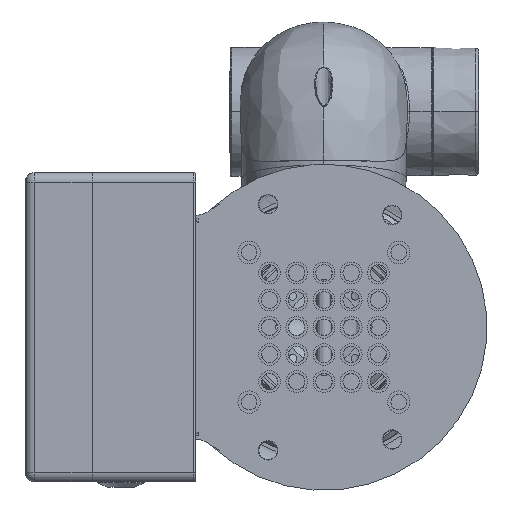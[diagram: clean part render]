
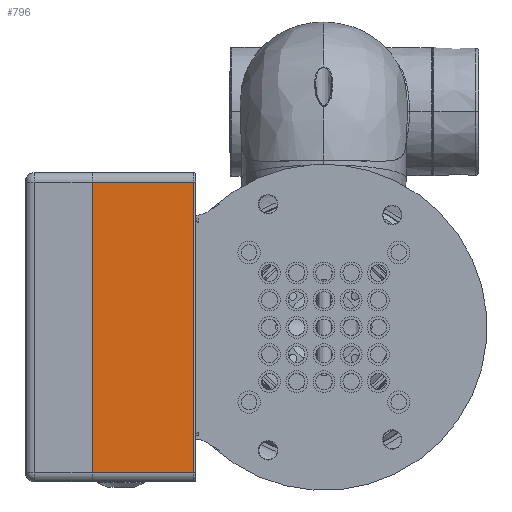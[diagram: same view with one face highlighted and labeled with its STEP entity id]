
A CAD part, front view. The second image highlights one B-rep face of the part: STEP entity #796.
In plain terms, the highlighted planar face has unit normal (0, -1, 0).
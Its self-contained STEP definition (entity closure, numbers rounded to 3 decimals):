
#796 = ADVANCED_FACE ( 'NONE', ( #77999 ), #3391, .F. ) ;
#1027 = ORIENTED_EDGE ( 'NONE', *, *, #84456, .F. ) ;
#3391 = PLANE ( 'NONE',  #89197 ) ;
#3763 = CARTESIAN_POINT ( 'NONE',  ( -68.134, 0., 42.721 ) ) ;
#6340 = DIRECTION ( 'NONE',  ( 1., 0., 0. ) ) ;
#14883 = DIRECTION ( 'NONE',  ( -1., 0., 0. ) ) ;
#18185 = DIRECTION ( 'NONE',  ( 0., 0., -1. ) ) ;
#19176 = DIRECTION ( 'NONE',  ( 0., 1., 0. ) ) ;
#20238 = CARTESIAN_POINT ( 'NONE',  ( -38.234, 0., 42.721 ) ) ;
#21461 = CARTESIAN_POINT ( 'NONE',  ( -38.234, 0., -42.679 ) ) ;
#35559 = ORIENTED_EDGE ( 'NONE', *, *, #40446, .T. ) ;
#36433 = CARTESIAN_POINT ( 'NONE',  ( -87.934, 0., -42.679 ) ) ;
#36667 = EDGE_CURVE ( 'NONE', #77076, #72521, #78317, .T. ) ;
#38842 = CARTESIAN_POINT ( 'NONE',  ( -38.234, 0., -45.479 ) ) ;
#39161 = DIRECTION ( 'NONE',  ( 0., 0., 1. ) ) ;
#40446 = EDGE_CURVE ( 'NONE', #74043, #77076, #89902, .T. ) ;
#42193 = CARTESIAN_POINT ( 'NONE',  ( -87.934, 0., -45.479 ) ) ;
#45070 = ORIENTED_EDGE ( 'NONE', *, *, #36667, .T. ) ;
#45502 = ORIENTED_EDGE ( 'NONE', *, *, #54314, .T. ) ;
#47510 = CARTESIAN_POINT ( 'NONE',  ( -68.134, 0., -42.679 ) ) ;
#51977 = VECTOR ( 'NONE', #14883, 1000. ) ;
#52594 = LINE ( 'NONE', #59395, #68189 ) ;
#54314 = EDGE_CURVE ( 'NONE', #77373, #74043, #82530, .T. ) ;
#57436 = VECTOR ( 'NONE', #39161, 1000. ) ;
#59395 = CARTESIAN_POINT ( 'NONE',  ( -68.134, 0., -45.479 ) ) ;
#60977 = VECTOR ( 'NONE', #6340, 1000. ) ;
#68189 = VECTOR ( 'NONE', #82534, 1000. ) ;
#68738 = CARTESIAN_POINT ( 'NONE',  ( -87.934, 0., 42.721 ) ) ;
#72521 = VERTEX_POINT ( 'NONE', #3763 ) ;
#74043 = VERTEX_POINT ( 'NONE', #21461 ) ;
#77076 = VERTEX_POINT ( 'NONE', #20238 ) ;
#77373 = VERTEX_POINT ( 'NONE', #47510 ) ;
#77999 = FACE_OUTER_BOUND ( 'NONE', #84077, .T. ) ;
#78317 = LINE ( 'NONE', #68738, #51977 ) ;
#82530 = LINE ( 'NONE', #36433, #60977 ) ;
#82534 = DIRECTION ( 'NONE',  ( 0., 0., 1. ) ) ;
#84077 = EDGE_LOOP ( 'NONE', ( #45070, #1027, #45502, #35559 ) ) ;
#84456 = EDGE_CURVE ( 'NONE', #77373, #72521, #52594, .T. ) ;
#89197 = AXIS2_PLACEMENT_3D ( 'NONE', #42193, #19176, #18185 ) ;
#89902 = LINE ( 'NONE', #38842, #57436 ) ;
